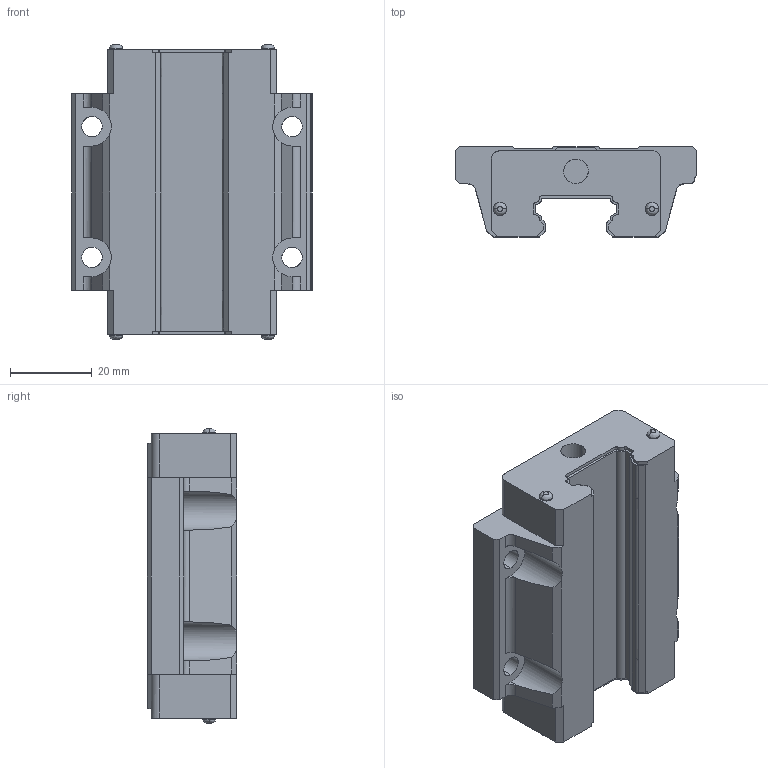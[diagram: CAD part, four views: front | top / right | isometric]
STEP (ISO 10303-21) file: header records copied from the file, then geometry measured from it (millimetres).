
FILE_DESCRIPTION (( 'STEP AP203' ), '1' );
FILE_NAME ('EGW20CC.STEP', '2007-01-12T15:03:41', ( 'HIWIN GmbH' ), ( '77654 Offenburg' ), 'SwSTEP 2.0', 'SolidWorks 2006104', '' );
FILE_SCHEMA (( 'CONFIG_CONTROL_DESIGN' ));
Length unit declared in the file: millimetre
Products named in the file (1): EGW20CC
Bounding box: 59 x 22 x 72.1 mm (x, y, z)
Volume: 58890.6 mm3; surface area: 14624.1 mm2
Topology: 1 solids, 1 shells, 218 faces, 656 edges, 448 vertices
Faces by surface type: plane 105, cylinder 88, bspline 17, cone 8
Entity records: 10047 total; most frequent: CARTESIAN_POINT 4374, ORIENTED_EDGE 1312, DIRECTION 967, EDGE_CURVE 656, VERTEX_POINT 448, VECTOR 363, LINE 363, AXIS2_PLACEMENT_3D 302
